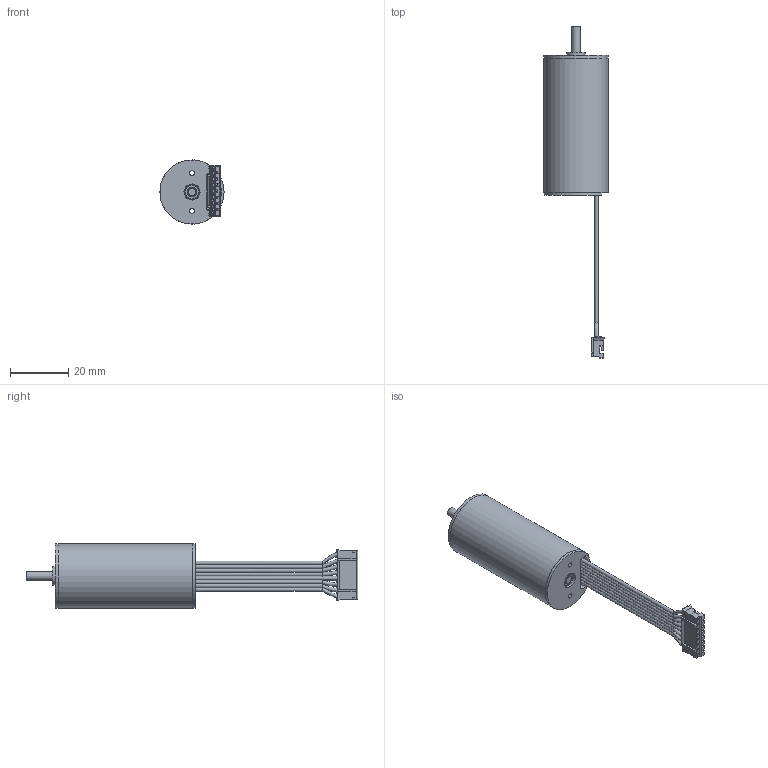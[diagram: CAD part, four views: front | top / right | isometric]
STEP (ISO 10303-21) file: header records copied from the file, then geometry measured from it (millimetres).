
FILE_DESCRIPTION (( 'STEP AP203' ), '1' );
FILE_NAME ('EC2248 3D芞.STEP', '2025-12-01T09:36:58', ( 'Windows 蚚誧' ), ( 'Organization' ), 'SwSTEP 2.0', 'SolidWorks 2020', '' );
FILE_SCHEMA (( 'CONFIG_CONTROL_DESIGN' ));
Length unit declared in the file: millimetre
Products named in the file (8): 01.06.0002 粣創; 01.10.0351 粣; 01.14.0152 傷赽盄; 01.02.0324 綴傷裔; EC2248 3Dͼ; 01.07.0094 儂褲; 01.05.0004 O型圈; 01.01.0121 ヶ傷裔
Assembly tree (8 placements, depth 2):
  EC2248 3Dͼ
    01.07.0094 儂褲
    01.01.0121 ヶ傷裔
    01.02.0324 綴傷裔
    01.06.0002 粣創  x2
    01.10.0351 粣
    01.14.0152 傷赽盄
    01.05.0004 O型圈
Bounding box: 22 x 113.77 x 22 mm (x, y, z)
Volume: 6093 mm3; surface area: 13291.1 mm2
Topology: 7 solids, 33 shells, 580 faces, 1842 edges, 1256 vertices
Faces by surface type: plane 387, cylinder 75, sphere 64, torus 41, bspline 8, cone 5
Full cylindrical faces by diameter (mm): 0.6 x9, 1.1 x8, 1.3 x8, 1.6 x6, 3 x3, 4.5 x4, 4.6 x1, 5.038 x2, 5.5 x2, 5.962 x2, 6.2 x1, 6.5 x4, 8 x5, 10 x1, 17 x1, 19 x2, 20 x2, 20.1 x1, 20.3 x1, 22 x2
Entity records: 19222 total; most frequent: CARTESIAN_POINT 4811, ORIENTED_EDGE 2628, DIRECTION 2613, EDGE_CURVE 1508, VECTOR 1147, LINE 1147, VERTEX_POINT 1071, AXIS2_PLACEMENT_3D 733
